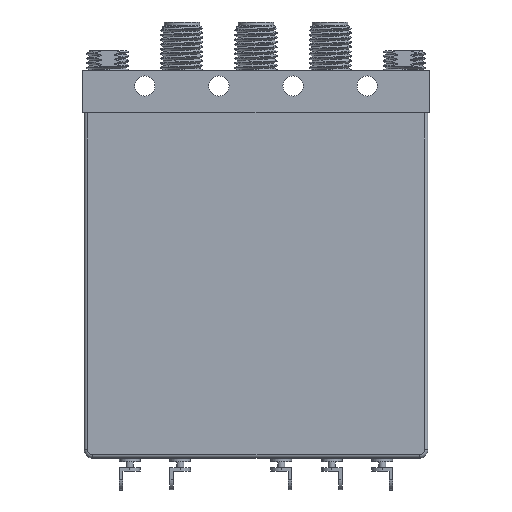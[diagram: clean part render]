
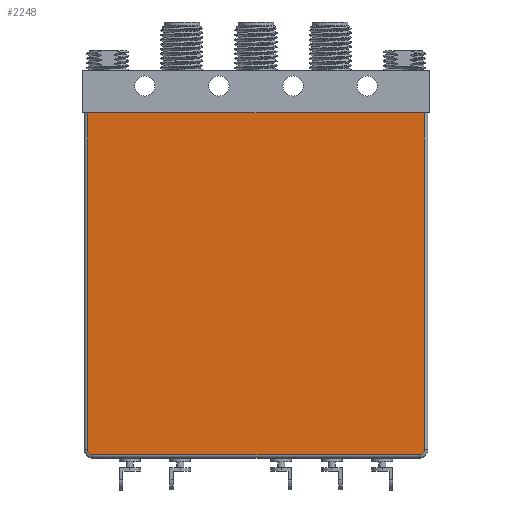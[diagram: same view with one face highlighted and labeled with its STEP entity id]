
A CAD part, front view. The second image highlights one B-rep face of the part: STEP entity #2248.
In plain terms, the highlighted planar face has unit normal (0, -1, 0).
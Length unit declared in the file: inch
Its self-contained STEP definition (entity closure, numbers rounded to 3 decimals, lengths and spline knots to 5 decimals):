
#318 = LINE ( 'NONE', #21536, #3403 ) ;
#388 = EDGE_CURVE ( 'NONE', #9497, #6921, #15162, .T. ) ;
#1437 = VERTEX_POINT ( 'NONE', #18329 ) ;
#1612 = VERTEX_POINT ( 'NONE', #21148 ) ;
#2161 = DIRECTION ( 'NONE',  ( 0., 0., 1. ) ) ;
#2248 = ADVANCED_FACE ( 'NONE', ( #9598 ), #6726, .F. ) ;
#2924 = AXIS2_PLACEMENT_3D ( 'NONE', #12064, #20155, #6120 ) ;
#3403 = VECTOR ( 'NONE', #6269, 39.37008 ) ;
#3840 = ORIENTED_EDGE ( 'NONE', *, *, #18573, .T. ) ;
#4138 = CARTESIAN_POINT ( 'NONE',  ( -0.97, -0.255, -2.25 ) ) ;
#5194 = CARTESIAN_POINT ( 'NONE',  ( -1., -0.255, -6.70278 ) ) ;
#5479 = EDGE_CURVE ( 'NONE', #9606, #1612, #22758, .T. ) ;
#5720 = EDGE_CURVE ( 'NONE', #6921, #1437, #8289, .T. ) ;
#6120 = DIRECTION ( 'NONE',  ( 0., 0., 1. ) ) ;
#6189 = ORIENTED_EDGE ( 'NONE', *, *, #10451, .T. ) ;
#6269 = DIRECTION ( 'NONE',  ( 0., 0., 1. ) ) ;
#6425 = CARTESIAN_POINT ( 'NONE',  ( -1., -0.255, -0.25 ) ) ;
#6726 = PLANE ( 'NONE',  #21763 ) ;
#6921 = VERTEX_POINT ( 'NONE', #6425 ) ;
#7018 = AXIS2_PLACEMENT_3D ( 'NONE', #4138, #17651, #2161 ) ;
#7991 = CIRCLE ( 'NONE', #2924, 0.03 ) ;
#8155 = CARTESIAN_POINT ( 'NONE',  ( 1.02, -0.255, -0.25 ) ) ;
#8289 = LINE ( 'NONE', #5194, #20908 ) ;
#8554 = CARTESIAN_POINT ( 'NONE',  ( 0.97, -0.255, -2.28 ) ) ;
#9296 = VECTOR ( 'NONE', #12185, 39.37008 ) ;
#9424 = ORIENTED_EDGE ( 'NONE', *, *, #5479, .T. ) ;
#9497 = VERTEX_POINT ( 'NONE', #12700 ) ;
#9598 = FACE_OUTER_BOUND ( 'NONE', #12077, .T. ) ;
#9606 = VERTEX_POINT ( 'NONE', #14478 ) ;
#10451 = EDGE_CURVE ( 'NONE', #13903, #9497, #318, .T. ) ;
#10510 = CIRCLE ( 'NONE', #7018, 0.03 ) ;
#12064 = CARTESIAN_POINT ( 'NONE',  ( 0.97, -0.255, -2.25 ) ) ;
#12077 = EDGE_LOOP ( 'NONE', ( #22196, #21097, #15445, #9424, #3840, #6189 ) ) ;
#12185 = DIRECTION ( 'NONE',  ( -1., 0., 0. ) ) ;
#12694 = CARTESIAN_POINT ( 'NONE',  ( 1., -0.255, -2.25 ) ) ;
#12700 = CARTESIAN_POINT ( 'NONE',  ( 1., -0.255, -0.25 ) ) ;
#13903 = VERTEX_POINT ( 'NONE', #12694 ) ;
#14478 = CARTESIAN_POINT ( 'NONE',  ( -0.97, -0.255, -2.28 ) ) ;
#15162 = LINE ( 'NONE', #8155, #9296 ) ;
#15371 = VECTOR ( 'NONE', #22333, 39.37008 ) ;
#15445 = ORIENTED_EDGE ( 'NONE', *, *, #17353, .T. ) ;
#17353 = EDGE_CURVE ( 'NONE', #1437, #9606, #10510, .T. ) ;
#17651 = DIRECTION ( 'NONE',  ( 0., -1., 0. ) ) ;
#18329 = CARTESIAN_POINT ( 'NONE',  ( -1., -0.255, -2.25 ) ) ;
#18368 = DIRECTION ( 'NONE',  ( 0., 0., 1. ) ) ;
#18573 = EDGE_CURVE ( 'NONE', #1612, #13903, #7991, .T. ) ;
#20155 = DIRECTION ( 'NONE',  ( 0., -1., 0. ) ) ;
#20908 = VECTOR ( 'NONE', #24959, 39.37008 ) ;
#21097 = ORIENTED_EDGE ( 'NONE', *, *, #5720, .T. ) ;
#21148 = CARTESIAN_POINT ( 'NONE',  ( 0.97, -0.255, -2.28 ) ) ;
#21536 = CARTESIAN_POINT ( 'NONE',  ( 1., -0.255, -6.70278 ) ) ;
#21763 = AXIS2_PLACEMENT_3D ( 'NONE', #22486, #24112, #18368 ) ;
#22196 = ORIENTED_EDGE ( 'NONE', *, *, #388, .T. ) ;
#22333 = DIRECTION ( 'NONE',  ( 1., 0., 0. ) ) ;
#22486 = CARTESIAN_POINT ( 'NONE',  ( 1.02, -0.255, -6.70278 ) ) ;
#22758 = LINE ( 'NONE', #8554, #15371 ) ;
#24112 = DIRECTION ( 'NONE',  ( 0., 1., 0. ) ) ;
#24959 = DIRECTION ( 'NONE',  ( 0., 0., -1. ) ) ;
